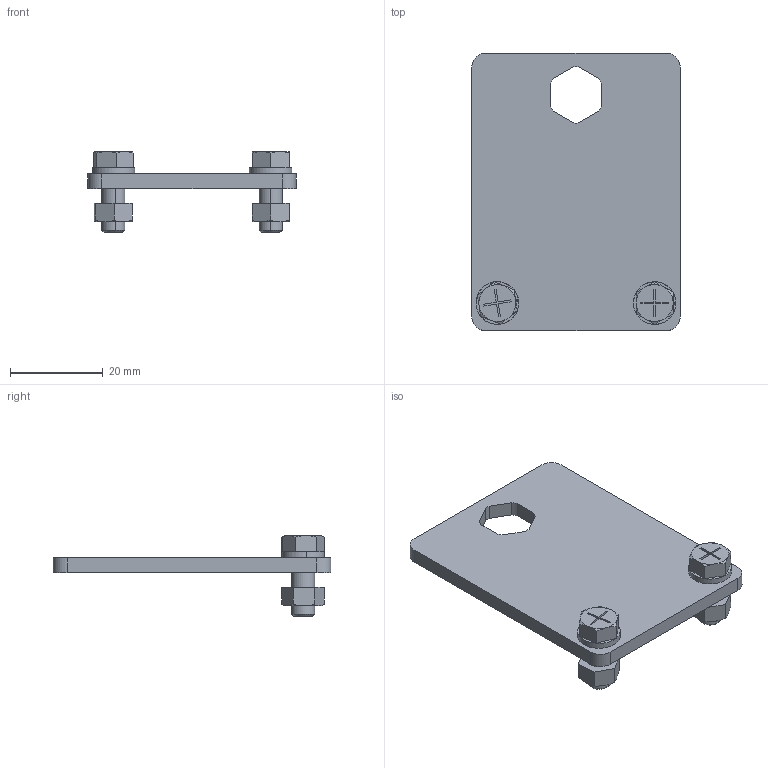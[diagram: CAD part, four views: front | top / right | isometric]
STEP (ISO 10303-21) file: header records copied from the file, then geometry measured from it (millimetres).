
FILE_DESCRIPTION (( 'STEP AP203' ), '1' );
FILE_NAME ('MR-DC-30P-ASSY.STEP', '2022-04-28T00:29:52', ( 'user' ), ( 'HP Inc.' ), 'SwSTEP 2.0', 'SolidWorks 2021', '' );
FILE_SCHEMA (( 'CONFIG_CONTROL_DESIGN' ));
Length unit declared in the file: millimetre
Products named in the file (4): MR-DC-30P; MR-DC-30P-ASSY; 六角ﾅｯﾄ 1種 M5_六角ﾅｯﾄ 1種 M5; 十字穴付き六角ｱﾌﾟｾｯﾄﾎﾞﾙﾄ(P2) M5×L_十字穴付き六角ｱﾌﾟｾｯﾄﾎﾞﾙﾄ(P2) M5×14
Assembly tree (5 placements, depth 2):
  MR-DC-30P-ASSY
    MR-DC-30P
    十字穴付き六角ｱﾌﾟｾｯﾄﾎﾞﾙﾄ(P2) M5×L_十字穴付き六角ｱﾌﾟｾｯﾄﾎﾞﾙﾄ(P2) M5×14  x2
    六角ﾅｯﾄ 1種 M5_六角ﾅｯﾄ 1種 M5  x2
Bounding box: 45 x 60 x 17.5 mm (x, y, z)
Volume: 9488.1 mm3; surface area: 7729 mm2
Topology: 7 solids, 7 shells, 178 faces, 440 edges, 280 vertices
Faces by surface type: plane 80, cylinder 56, cone 38, torus 4
Entity records: 3589 total; most frequent: CARTESIAN_POINT 639, DIRECTION 539, ORIENTED_EDGE 512, EDGE_CURVE 256, AXIS2_PLACEMENT_3D 204, VERTEX_POINT 164, LINE 131, VECTOR 131
